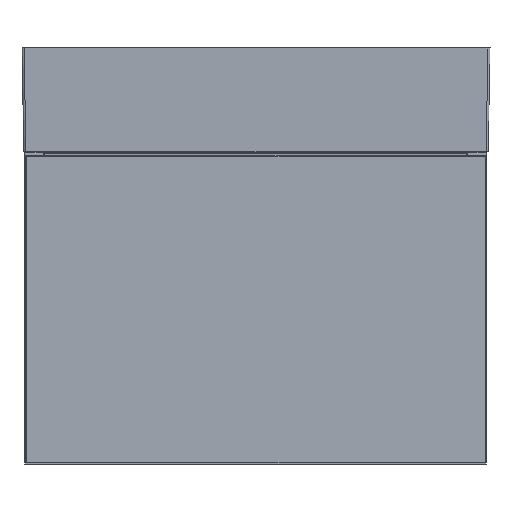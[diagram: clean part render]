
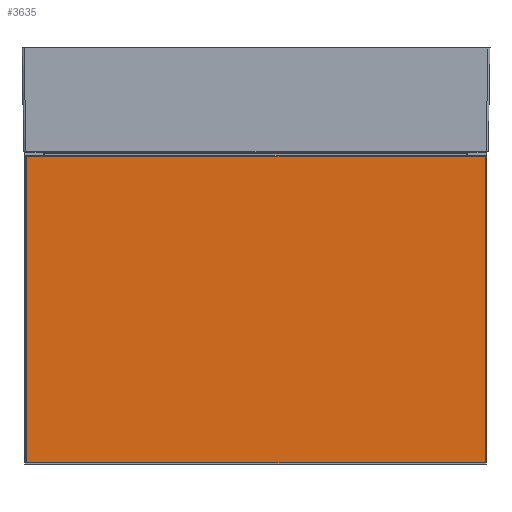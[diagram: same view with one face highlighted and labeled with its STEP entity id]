
A CAD part, front view. The second image highlights one B-rep face of the part: STEP entity #3635.
In plain terms, the highlighted planar face has unit normal (0, -1, 0).
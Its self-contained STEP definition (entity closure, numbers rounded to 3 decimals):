
#470=FACE_OUTER_BOUND('',#707,.T.);
#707=EDGE_LOOP('',(#2921,#2922,#2923,#2924));
#910=LINE('',#20013,#1250);
#914=LINE('',#20020,#1254);
#917=LINE('',#20026,#1257);
#919=LINE('',#20029,#1259);
#1250=VECTOR('',#4543,1.);
#1254=VECTOR('',#4549,1.);
#1257=VECTOR('',#4554,1.);
#1259=VECTOR('',#4558,1.);
#1657=VERTEX_POINT('',#20010);
#1658=VERTEX_POINT('',#20012);
#1660=VERTEX_POINT('',#20018);
#1662=VERTEX_POINT('',#20024);
#2095=EDGE_CURVE('',#1658,#1657,#910,.T.);
#2099=EDGE_CURVE('',#1657,#1660,#914,.T.);
#2102=EDGE_CURVE('',#1660,#1662,#917,.T.);
#2104=EDGE_CURVE('',#1662,#1658,#919,.T.);
#2921=ORIENTED_EDGE('',*,*,#2095,.T.);
#2922=ORIENTED_EDGE('',*,*,#2099,.T.);
#2923=ORIENTED_EDGE('',*,*,#2102,.T.);
#2924=ORIENTED_EDGE('',*,*,#2104,.T.);
#3408=PLANE('',#3986);
#3635=ADVANCED_FACE('',(#470),#3408,.T.);
#3986=AXIS2_PLACEMENT_3D('',#20031,#4561,#4562);
#4543=DIRECTION('',(1.,0.,0.));
#4549=DIRECTION('',(0.,0.,1.));
#4554=DIRECTION('',(-1.,0.,0.));
#4558=DIRECTION('',(0.,0.,-1.));
#4561=DIRECTION('center_axis',(0.,-1.,0.));
#4562=DIRECTION('ref_axis',(0.,0.,-1.));
#20010=CARTESIAN_POINT('',(443.,-212.,1.));
#20012=CARTESIAN_POINT('',(2.,-212.,1.));
#20013=CARTESIAN_POINT('',(332.75,-212.,1.));
#20018=CARTESIAN_POINT('',(443.,-212.,296.));
#20020=CARTESIAN_POINT('',(443.,-212.,222.25));
#20024=CARTESIAN_POINT('',(2.,-212.,296.));
#20026=CARTESIAN_POINT('',(112.25,-212.,296.));
#20029=CARTESIAN_POINT('',(2.,-212.,74.75));
#20031=CARTESIAN_POINT('Origin',(222.5,-212.,148.5));
